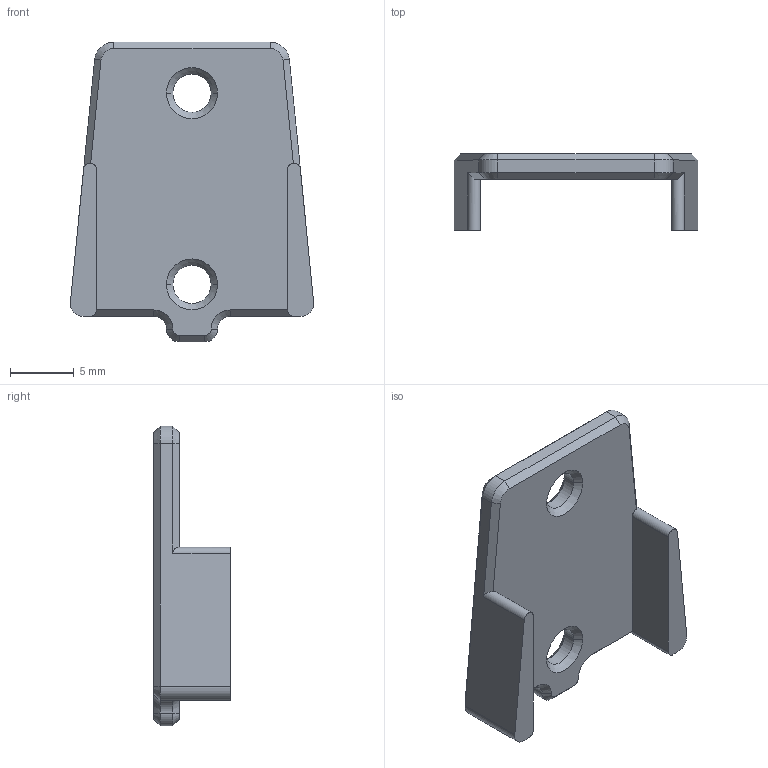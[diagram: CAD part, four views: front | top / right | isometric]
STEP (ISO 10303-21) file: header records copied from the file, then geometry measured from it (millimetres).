
FILE_DESCRIPTION((''),'2;1');
FILE_NAME('PCB_MOUNT','2021-03-14T20:17:16',('jcha8'),(''),'CREO PARAMETRIC BY PTC INC, 2020281','CREO PARAMETRIC BY PTC INC, 2020281','');
FILE_SCHEMA(('CONFIG_CONTROL_DESIGN'));
Length unit declared in the file: millimetre
Products named in the file (1): PCB_MOUNT
Bounding box: 19.09 x 6 x 23.5 mm (x, y, z)
Volume: 846.9 mm3; surface area: 1076.3 mm2
Topology: 1 solids, 1 shells, 62 faces, 146 edges, 86 vertices
Faces by surface type: plane 24, cone 22, cylinder 16
Entity records: 1816 total; most frequent: CARTESIAN_POINT 322, DIRECTION 318, ORIENTED_EDGE 292, EDGE_CURVE 146, AXIS2_PLACEMENT_3D 114, VECTOR 90, LINE 90, VERTEX_POINT 86
